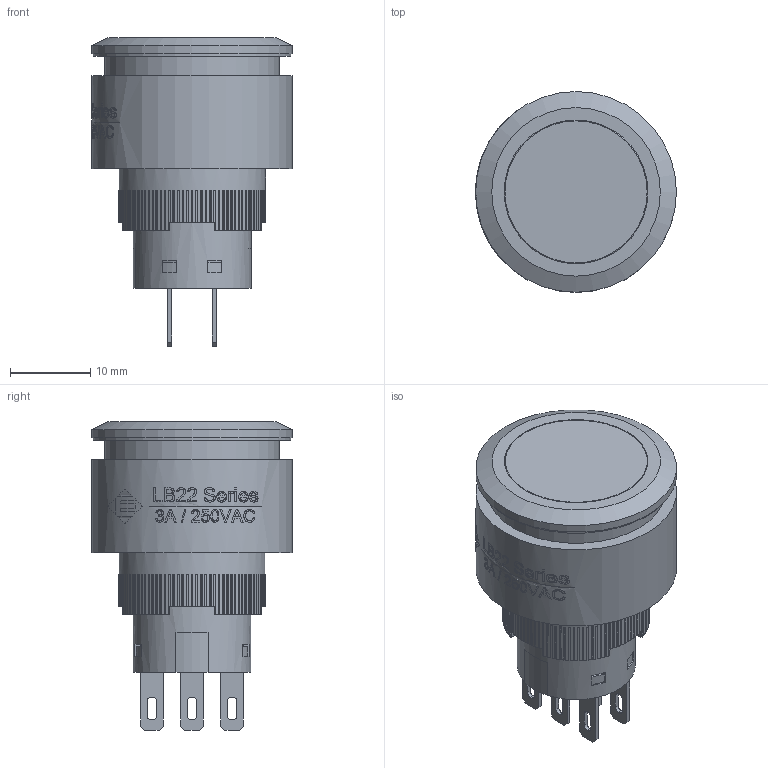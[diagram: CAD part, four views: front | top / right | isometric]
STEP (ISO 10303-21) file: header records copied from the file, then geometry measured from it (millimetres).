
FILE_DESCRIPTION(/* description */ (''),/* implementation_level */ '2;1');
FILE_NAME(/* name */ 'LB22F2xxx7.stp',/* time_stamp */ '2022-08-18T15:06:36-05:00',/* author */ ('mroman'),/* organization */ (''),/* preprocessor_version */ 'ST-DEVELOPER v18.1',/* originating_system */ 'Autodesk Inventor 2020',/* authorisation */ '');
FILE_SCHEMA (('AUTOMOTIVE_DESIGN { 1 0 10303 214 3 1 1 }'));
Length unit declared in the file: millimetre
Products named in the file (1): LB22F2xxx7
Bounding box: 25.01 x 25 x 38.39 mm (x, y, z)
Volume: 6758.4 mm3; surface area: 8566.6 mm2
Topology: 2 solids, 2 shells, 1014 faces, 2900 edges, 1931 vertices
Faces by surface type: plane 727, bspline 185, cylinder 93, torus 6, cone 3
Full cylindrical faces by diameter (mm): 13.3 x1, 13.394 x1, 14.7 x1, 15.3 x1, 16 x1, 16.1 x1, 16.12 x2, 16.2 x2, 16.4 x1, 17.9 x1, 17.904 x1, 18.3 x1, 21.8 x1, 22.1 x1, 24.6 x1, 25 x2
Entity records: 37215 total; most frequent: CARTESIAN_POINT 11317, ORIENTED_EDGE 5800, DIRECTION 4773, EDGE_CURVE 2900, VERTEX_POINT 1931, LINE 1903, VECTOR 1903, AXIS2_PLACEMENT_3D 1435
